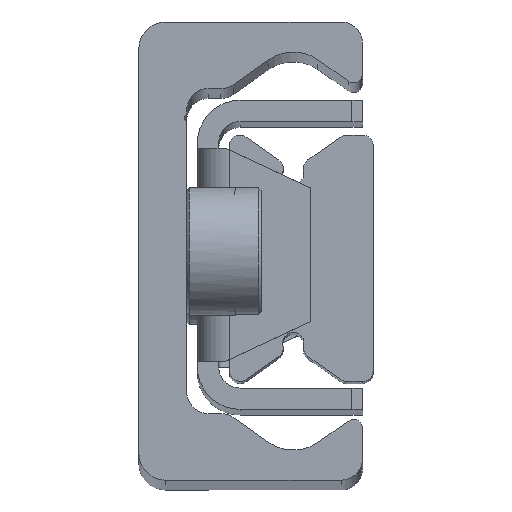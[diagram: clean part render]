
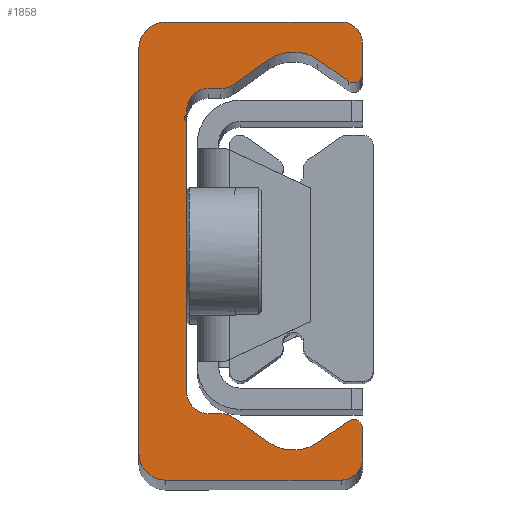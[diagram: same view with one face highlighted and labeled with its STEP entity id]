
A CAD part, top view. The second image highlights one B-rep face of the part: STEP entity #1858.
In plain terms, the highlighted planar face has unit normal (0, 0, 1).
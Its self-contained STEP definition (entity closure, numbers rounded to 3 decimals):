
#840=CARTESIAN_POINT('',(2.499,-21.5,530.0));
#841=VERTEX_POINT('',#840);
#842=CARTESIAN_POINT('',(-0.001,-19.0,530.0));
#843=VERTEX_POINT('',#842);
#844=CARTESIAN_POINT('',(2.499,-19.0,530.0));
#845=DIRECTION('',(0.0,0.0,-1.0));
#846=DIRECTION('',(-1.0,0.0,0.0));
#847=AXIS2_PLACEMENT_3D('',#844,#845,#846);
#848=CIRCLE('',#847,2.5);
#849=EDGE_CURVE('',#841,#843,#848,.T.);
#882=CARTESIAN_POINT('',(-0.001,19.0,530.0));
#883=VERTEX_POINT('',#882);
#884=CARTESIAN_POINT('',(-0.001,-19.0,530.0));
#885=DIRECTION('',(0.0,1.0,0.0));
#886=VECTOR('',#885,38.0);
#887=LINE('',#884,#886);
#888=EDGE_CURVE('',#843,#883,#887,.T.);
#940=CARTESIAN_POINT('',(2.499,21.5,530.0));
#941=VERTEX_POINT('',#940);
#942=CARTESIAN_POINT('',(2.499,19.0,530.0));
#943=DIRECTION('',(0.0,0.0,-1.0));
#944=DIRECTION('',(0.0,1.0,0.0));
#945=AXIS2_PLACEMENT_3D('',#942,#943,#944);
#946=CIRCLE('',#945,2.5);
#947=EDGE_CURVE('',#883,#941,#946,.T.);
#973=CARTESIAN_POINT('',(18.999,21.5,530.0));
#974=VERTEX_POINT('',#973);
#975=CARTESIAN_POINT('',(2.499,21.5,530.0));
#976=DIRECTION('',(1.0,0.0,0.0));
#977=VECTOR('',#976,16.5);
#978=LINE('',#975,#977);
#979=EDGE_CURVE('',#941,#974,#978,.T.);
#1004=CARTESIAN_POINT('',(20.999,19.5,530.0));
#1005=VERTEX_POINT('',#1004);
#1006=CARTESIAN_POINT('',(18.999,19.5,530.0));
#1007=DIRECTION('',(0.0,0.0,-1.0));
#1008=DIRECTION('',(1.0,0.0,0.0));
#1009=AXIS2_PLACEMENT_3D('',#1006,#1007,#1008);
#1010=CIRCLE('',#1009,2.);
#1011=EDGE_CURVE('',#974,#1005,#1010,.T.);
#1037=CARTESIAN_POINT('',(20.999,16.65,530.0));
#1038=VERTEX_POINT('',#1037);
#1039=CARTESIAN_POINT('',(20.999,19.5,530.0));
#1040=DIRECTION('',(0.0,-1.0,0.0));
#1041=VECTOR('',#1040,2.85);
#1042=LINE('',#1039,#1041);
#1043=EDGE_CURVE('',#1005,#1038,#1042,.T.);
#1068=CARTESIAN_POINT('',(19.662,15.953,530.0));
#1069=VERTEX_POINT('',#1068);
#1070=CARTESIAN_POINT('',(20.149,16.65,530.0));
#1071=DIRECTION('',(0.0,0.0,-1.));
#1072=DIRECTION('',(-0.574,-0.819,0.0));
#1073=AXIS2_PLACEMENT_3D('',#1070,#1071,#1072);
#1074=CIRCLE('',#1073,0.85);
#1075=EDGE_CURVE('',#1038,#1069,#1074,.T.);
#1101=CARTESIAN_POINT('',(16.794,17.962,530.0));
#1102=VERTEX_POINT('',#1101);
#1103=CARTESIAN_POINT('',(19.662,15.953,530.0));
#1104=DIRECTION('',(-0.819,0.574,0.0));
#1105=VECTOR('',#1104,3.501);
#1106=LINE('',#1103,#1105);
#1107=EDGE_CURVE('',#1069,#1102,#1106,.T.);
#1132=CARTESIAN_POINT('',(12.205,17.962,530.0));
#1133=VERTEX_POINT('',#1132);
#1134=CARTESIAN_POINT('',(14.499,14.685,530.0));
#1135=DIRECTION('',(0.0,0.0,1.0));
#1136=DIRECTION('',(-0.574,-0.819,0.0));
#1137=AXIS2_PLACEMENT_3D('',#1134,#1135,#1136);
#1138=CIRCLE('',#1137,4.0);
#1139=EDGE_CURVE('',#1102,#1133,#1138,.T.);
#1165=CARTESIAN_POINT('',(8.849,15.612,530.0));
#1166=VERTEX_POINT('',#1165);
#1167=CARTESIAN_POINT('',(12.205,17.962,530.0));
#1168=DIRECTION('',(-0.819,-0.574,0.0));
#1169=VECTOR('',#1168,4.097);
#1170=LINE('',#1167,#1169);
#1171=EDGE_CURVE('',#1133,#1166,#1170,.T.);
#1196=CARTESIAN_POINT('',(7.702,15.25,530.0));
#1197=VERTEX_POINT('',#1196);
#1198=CARTESIAN_POINT('',(7.702,17.25,530.0));
#1199=DIRECTION('',(0.0,0.0,-1.0));
#1200=DIRECTION('',(0.0,-1.0,0.0));
#1201=AXIS2_PLACEMENT_3D('',#1198,#1199,#1200);
#1202=CIRCLE('',#1201,2.0);
#1203=EDGE_CURVE('',#1166,#1197,#1202,.T.);
#1229=CARTESIAN_POINT('',(6.499,15.25,530.0));
#1230=VERTEX_POINT('',#1229);
#1231=CARTESIAN_POINT('',(7.702,15.25,530.0));
#1232=DIRECTION('',(-1.0,0.0,0.0));
#1233=VECTOR('',#1232,1.203);
#1234=LINE('',#1231,#1233);
#1235=EDGE_CURVE('',#1197,#1230,#1234,.T.);
#1260=CARTESIAN_POINT('',(4.499,13.25,530.0));
#1261=VERTEX_POINT('',#1260);
#1262=CARTESIAN_POINT('',(6.499,13.25,530.0));
#1263=DIRECTION('',(0.0,0.0,1.0));
#1264=DIRECTION('',(0.0,-1.0,0.0));
#1265=AXIS2_PLACEMENT_3D('',#1262,#1263,#1264);
#1266=CIRCLE('',#1265,2.0);
#1267=EDGE_CURVE('',#1230,#1261,#1266,.T.);
#1293=CARTESIAN_POINT('',(4.499,12.861,530.0));
#1294=VERTEX_POINT('',#1293);
#1295=CARTESIAN_POINT('',(4.499,13.25,530.0));
#1296=DIRECTION('',(0.0,-1.0,0.0));
#1297=VECTOR('',#1296,0.389);
#1298=LINE('',#1295,#1297);
#1299=EDGE_CURVE('',#1261,#1294,#1298,.T.);
#1324=CARTESIAN_POINT('',(4.411,12.734,530.0));
#1325=VERTEX_POINT('',#1324);
#1326=CARTESIAN_POINT('',(4.363,12.861,530.0));
#1327=DIRECTION('',(0.0,0.0,-1.0));
#1328=DIRECTION('',(0.353,-0.936,0.0));
#1329=AXIS2_PLACEMENT_3D('',#1326,#1327,#1328);
#1330=CIRCLE('',#1329,0.136);
#1331=EDGE_CURVE('',#1294,#1325,#1330,.T.);
#1357=CARTESIAN_POINT('',(4.422,12.262,530.0));
#1358=VERTEX_POINT('',#1357);
#1359=CARTESIAN_POINT('',(4.499,12.5,530.0));
#1360=DIRECTION('',(0.0,0.0,1.0));
#1361=DIRECTION('',(0.353,-0.936,0.0));
#1362=AXIS2_PLACEMENT_3D('',#1359,#1360,#1361);
#1363=CIRCLE('',#1362,0.25);
#1364=EDGE_CURVE('',#1325,#1358,#1363,.T.);
#1390=CARTESIAN_POINT('',(4.499,12.156,530.0));
#1391=VERTEX_POINT('',#1390);
#1392=CARTESIAN_POINT('',(4.387,12.156,530.0));
#1393=DIRECTION('',(0.0,0.0,-1.0));
#1394=DIRECTION('',(1.0,0.0,0.0));
#1395=AXIS2_PLACEMENT_3D('',#1392,#1393,#1394);
#1396=CIRCLE('',#1395,0.112);
#1397=EDGE_CURVE('',#1358,#1391,#1396,.T.);
#1423=CARTESIAN_POINT('',(4.499,-13.25,530.0));
#1424=VERTEX_POINT('',#1423);
#1425=CARTESIAN_POINT('',(4.499,12.156,530.0));
#1426=DIRECTION('',(0.0,-1.0,0.0));
#1427=VECTOR('',#1426,25.406);
#1428=LINE('',#1425,#1427);
#1429=EDGE_CURVE('',#1391,#1424,#1428,.T.);
#1481=CARTESIAN_POINT('',(6.499,-15.25,530.0));
#1482=VERTEX_POINT('',#1481);
#1483=CARTESIAN_POINT('',(6.499,-13.25,530.0));
#1484=DIRECTION('',(0.0,0.0,1.0));
#1485=DIRECTION('',(1.0,0.0,0.0));
#1486=AXIS2_PLACEMENT_3D('',#1483,#1484,#1485);
#1487=CIRCLE('',#1486,2.0);
#1488=EDGE_CURVE('',#1424,#1482,#1487,.T.);
#1514=CARTESIAN_POINT('',(7.702,-15.25,530.0));
#1515=VERTEX_POINT('',#1514);
#1516=CARTESIAN_POINT('',(6.499,-15.25,530.0));
#1517=DIRECTION('',(1.0,0.0,0.0));
#1518=VECTOR('',#1517,1.203);
#1519=LINE('',#1516,#1518);
#1520=EDGE_CURVE('',#1482,#1515,#1519,.T.);
#1545=CARTESIAN_POINT('',(8.849,-15.612,530.0));
#1546=VERTEX_POINT('',#1545);
#1547=CARTESIAN_POINT('',(7.702,-17.25,530.0));
#1548=DIRECTION('',(0.0,0.0,-1.));
#1549=DIRECTION('',(0.574,0.819,0.0));
#1550=AXIS2_PLACEMENT_3D('',#1547,#1548,#1549);
#1551=CIRCLE('',#1550,2.0);
#1552=EDGE_CURVE('',#1515,#1546,#1551,.T.);
#1578=CARTESIAN_POINT('',(12.205,-17.962,530.0));
#1579=VERTEX_POINT('',#1578);
#1580=CARTESIAN_POINT('',(8.849,-15.612,530.0));
#1581=DIRECTION('',(0.819,-0.574,0.0));
#1582=VECTOR('',#1581,4.097);
#1583=LINE('',#1580,#1582);
#1584=EDGE_CURVE('',#1546,#1579,#1583,.T.);
#1609=CARTESIAN_POINT('',(16.794,-17.962,530.0));
#1610=VERTEX_POINT('',#1609);
#1611=CARTESIAN_POINT('',(14.499,-14.685,530.0));
#1612=DIRECTION('',(0.0,0.0,1.0));
#1613=DIRECTION('',(0.574,0.819,0.0));
#1614=AXIS2_PLACEMENT_3D('',#1611,#1612,#1613);
#1615=CIRCLE('',#1614,4.0);
#1616=EDGE_CURVE('',#1579,#1610,#1615,.T.);
#1642=CARTESIAN_POINT('',(19.662,-15.953,530.0));
#1643=VERTEX_POINT('',#1642);
#1644=CARTESIAN_POINT('',(16.794,-17.962,530.0));
#1645=DIRECTION('',(0.819,0.574,0.0));
#1646=VECTOR('',#1645,3.501);
#1647=LINE('',#1644,#1646);
#1648=EDGE_CURVE('',#1610,#1643,#1647,.T.);
#1673=CARTESIAN_POINT('',(20.999,-16.65,530.0));
#1674=VERTEX_POINT('',#1673);
#1675=CARTESIAN_POINT('',(20.149,-16.65,530.0));
#1676=DIRECTION('',(0.0,0.0,-1.0));
#1677=DIRECTION('',(1.0,0.0,0.0));
#1678=AXIS2_PLACEMENT_3D('',#1675,#1676,#1677);
#1679=CIRCLE('',#1678,0.85);
#1680=EDGE_CURVE('',#1643,#1674,#1679,.T.);
#1706=CARTESIAN_POINT('',(20.999,-19.5,530.0));
#1707=VERTEX_POINT('',#1706);
#1708=CARTESIAN_POINT('',(20.999,-16.65,530.0));
#1709=DIRECTION('',(0.0,-1.0,0.0));
#1710=VECTOR('',#1709,2.85);
#1711=LINE('',#1708,#1710);
#1712=EDGE_CURVE('',#1674,#1707,#1711,.T.);
#1737=CARTESIAN_POINT('',(18.999,-21.5,530.0));
#1738=VERTEX_POINT('',#1737);
#1739=CARTESIAN_POINT('',(18.999,-19.5,530.0));
#1740=DIRECTION('',(0.0,0.0,-1.0));
#1741=DIRECTION('',(0.0,-1.0,0.0));
#1742=AXIS2_PLACEMENT_3D('',#1739,#1740,#1741);
#1743=CIRCLE('',#1742,2.);
#1744=EDGE_CURVE('',#1707,#1738,#1743,.T.);
#1770=CARTESIAN_POINT('',(18.999,-21.5,530.0));
#1771=DIRECTION('',(-1.0,0.0,0.0));
#1772=VECTOR('',#1771,16.5);
#1773=LINE('',#1770,#1772);
#1774=EDGE_CURVE('',#1738,#841,#1773,.T.);
#1823=CARTESIAN_POINT('',(7.822,0.017,530.0));
#1824=DIRECTION('',(0.0,0.0,1.0));
#1825=DIRECTION('',(1.0,0.0,0.0));
#1826=AXIS2_PLACEMENT_3D('',#1823,#1824,#1825);
#1827=PLANE('',#1826);
#1828=ORIENTED_EDGE('',*,*,#849,.F.);
#1829=ORIENTED_EDGE('',*,*,#1774,.F.);
#1830=ORIENTED_EDGE('',*,*,#1744,.F.);
#1831=ORIENTED_EDGE('',*,*,#1712,.F.);
#1832=ORIENTED_EDGE('',*,*,#1680,.F.);
#1833=ORIENTED_EDGE('',*,*,#1648,.F.);
#1834=ORIENTED_EDGE('',*,*,#1616,.F.);
#1835=ORIENTED_EDGE('',*,*,#1584,.F.);
#1836=ORIENTED_EDGE('',*,*,#1552,.F.);
#1837=ORIENTED_EDGE('',*,*,#1520,.F.);
#1838=ORIENTED_EDGE('',*,*,#1488,.F.);
#1839=ORIENTED_EDGE('',*,*,#1429,.F.);
#1840=ORIENTED_EDGE('',*,*,#1397,.F.);
#1841=ORIENTED_EDGE('',*,*,#1364,.F.);
#1842=ORIENTED_EDGE('',*,*,#1331,.F.);
#1843=ORIENTED_EDGE('',*,*,#1299,.F.);
#1844=ORIENTED_EDGE('',*,*,#1267,.F.);
#1845=ORIENTED_EDGE('',*,*,#1235,.F.);
#1846=ORIENTED_EDGE('',*,*,#1203,.F.);
#1847=ORIENTED_EDGE('',*,*,#1171,.F.);
#1848=ORIENTED_EDGE('',*,*,#1139,.F.);
#1849=ORIENTED_EDGE('',*,*,#1107,.F.);
#1850=ORIENTED_EDGE('',*,*,#1075,.F.);
#1851=ORIENTED_EDGE('',*,*,#1043,.F.);
#1852=ORIENTED_EDGE('',*,*,#1011,.F.);
#1853=ORIENTED_EDGE('',*,*,#979,.F.);
#1854=ORIENTED_EDGE('',*,*,#947,.F.);
#1855=ORIENTED_EDGE('',*,*,#888,.F.);
#1856=EDGE_LOOP('',(#1828,#1829,#1830,#1831,#1832,#1833,#1834,#1835,#1836,#1837,#1838,#1839,#1840,#1841,#1842,#1843,#1844,#1845,#1846,#1847,#1848,#1849,#1850,#1851,#1852,#1853,#1854,#1855));
#1857=FACE_OUTER_BOUND('',#1856,.T.);
#1858=ADVANCED_FACE('',(#1857),#1827,.T.);
